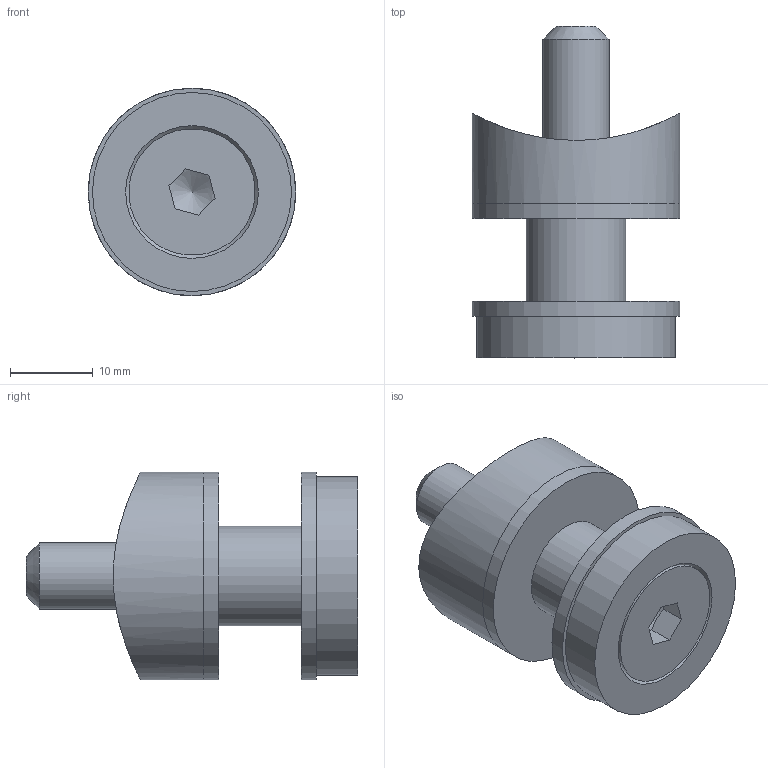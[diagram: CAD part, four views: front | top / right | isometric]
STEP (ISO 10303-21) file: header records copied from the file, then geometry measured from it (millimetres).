
FILE_DESCRIPTION(('STEP AP214'), '1');
FILE_NAME('àðò. KRT432', '2014-09-28T22:01:46', ('Áàòóðà Àíäðåé Ïàâëîâè÷'), ('Ëåñòíè÷íûé öåíòåð'), 'ASCON STEP Converter 1.3', 'ASCON Math Kernel', '');
FILE_SCHEMA(('AUTOMOTIVE_DESIGN { 1 0 10303 214 3 1 1}'));
Length unit declared in the file: millimetre
Assembly tree (6 placements, depth 2):
  (unnamed)
    (unnamed)
    (unnamed)  x2
    (unnamed)
    (unnamed)
    (unnamed)
Bounding box: 25 x 40 x 25 mm (x, y, z)
Volume: 9369.5 mm3; surface area: 7380.9 mm2
Topology: 6 solids, 6 shells, 38 faces, 70 edges, 47 vertices
Faces by surface type: plane 18, cylinder 14, cone 4, torus 2
Full cylindrical faces by diameter (mm): 8 x3, 8.5 x2, 12 x2, 15.24 x1, 16 x1, 24 x1, 25 x3
Entity records: 1838 total; most frequent: CARTESIAN_POINT 487, DIRECTION 164, ORIENTED_EDGE 96, AXIS2_PLACEMENT_3D 76, EDGE_LOOP 58, EDGE_CURVE 48, COLOUR_RGB 45, PRESENTATION_STYLE_ASSIGNMENT 45
